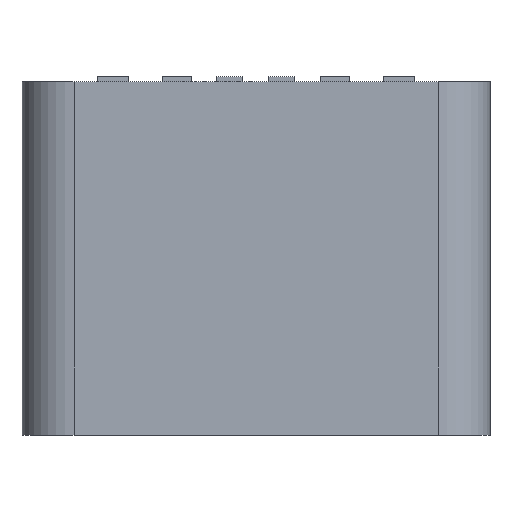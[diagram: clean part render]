
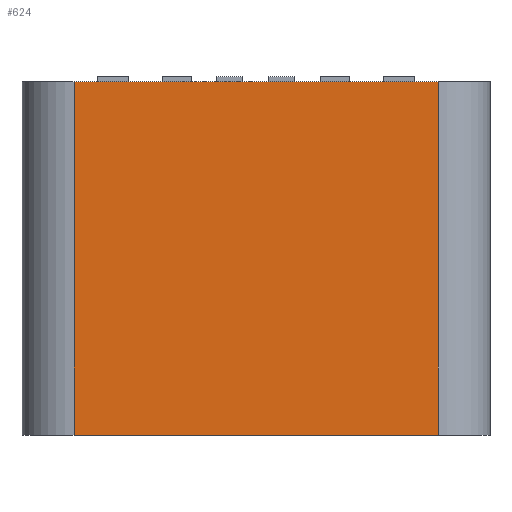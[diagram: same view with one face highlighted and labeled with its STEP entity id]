
A CAD part, top view. The second image highlights one B-rep face of the part: STEP entity #624.
In plain terms, the highlighted planar face has unit normal (0, 0, 1).
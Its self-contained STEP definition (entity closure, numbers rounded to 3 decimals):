
#246 = VERTEX_POINT('',#247);
#247 = CARTESIAN_POINT('',(-3.5,-6.8,1.65));
#254 = EDGE_CURVE('',#255,#246,#257,.T.);
#255 = VERTEX_POINT('',#256);
#256 = CARTESIAN_POINT('',(3.5,-6.8,1.65));
#257 = LINE('',#258,#259);
#258 = CARTESIAN_POINT('',(3.5,-6.8,1.65));
#259 = VECTOR('',#260,1.);
#260 = DIRECTION('',(-1.,0.,0.));
#516 = VERTEX_POINT('',#517);
#517 = CARTESIAN_POINT('',(-3.5,0.,1.65));
#524 = EDGE_CURVE('',#525,#516,#527,.T.);
#525 = VERTEX_POINT('',#526);
#526 = CARTESIAN_POINT('',(3.5,0.,1.65));
#527 = LINE('',#528,#529);
#528 = CARTESIAN_POINT('',(3.5,0.,1.65));
#529 = VECTOR('',#530,1.);
#530 = DIRECTION('',(-1.,0.,0.));
#594 = EDGE_CURVE('',#516,#246,#595,.T.);
#595 = LINE('',#596,#597);
#596 = CARTESIAN_POINT('',(-3.5,0.,1.65));
#597 = VECTOR('',#598,1.);
#598 = DIRECTION('',(0.,-1.,0.));
#613 = EDGE_CURVE('',#525,#255,#614,.T.);
#614 = LINE('',#615,#616);
#615 = CARTESIAN_POINT('',(3.5,0.,1.65));
#616 = VECTOR('',#617,1.);
#617 = DIRECTION('',(0.,-1.,0.));
#624 = ADVANCED_FACE('',(#625),#631,.F.);
#625 = FACE_BOUND('',#626,.F.);
#626 = EDGE_LOOP('',(#627,#628,#629,#630));
#627 = ORIENTED_EDGE('',*,*,#613,.T.);
#628 = ORIENTED_EDGE('',*,*,#254,.T.);
#629 = ORIENTED_EDGE('',*,*,#594,.F.);
#630 = ORIENTED_EDGE('',*,*,#524,.F.);
#631 = PLANE('',#632);
#632 = AXIS2_PLACEMENT_3D('',#633,#634,#635);
#633 = CARTESIAN_POINT('',(3.5,0.,1.65));
#634 = DIRECTION('',(0.,0.,-1.));
#635 = DIRECTION('',(-1.,0.,0.));
